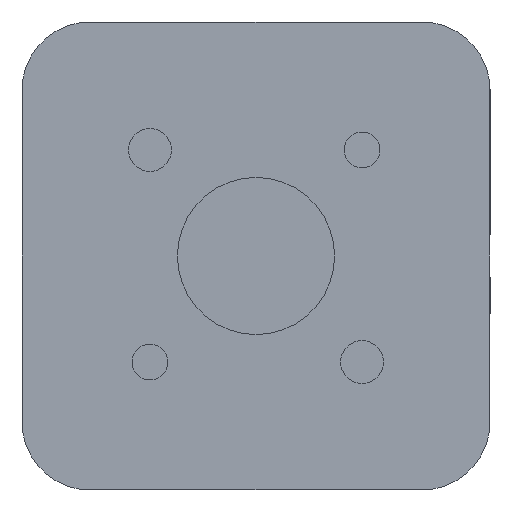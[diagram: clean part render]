
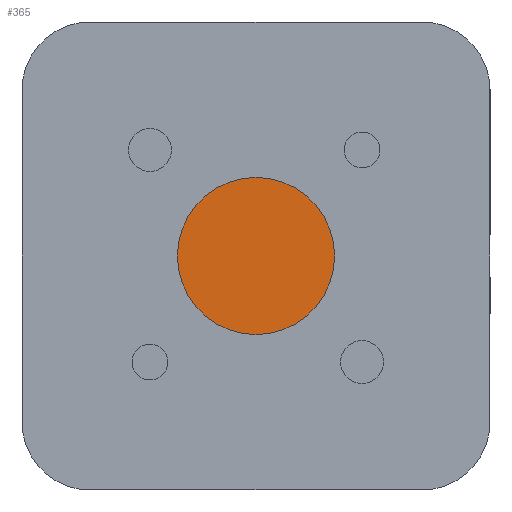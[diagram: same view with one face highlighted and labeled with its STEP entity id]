
A CAD part, left-side view. The second image highlights one B-rep face of the part: STEP entity #365.
In plain terms, the highlighted planar face has unit normal (-1, 0, 0).
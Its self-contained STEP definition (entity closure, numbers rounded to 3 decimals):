
#365 = ADVANCED_FACE ( 'NONE', ( #8940 ), #9720, .F. ) ;
#1921 = EDGE_CURVE ( 'NONE', #4001, #4025, #3145, .T. ) ;
#1940 = EDGE_CURVE ( 'NONE', #4025, #4001, #3164, .T. ) ;
#2235 = AXIS2_PLACEMENT_3D ( 'NONE', #9766, #9775, #9776 ) ;
#3145 = CIRCLE ( 'NONE', #6020, 11. ) ;
#3164 = CIRCLE ( 'NONE', #6030, 11. ) ;
#4001 = VERTEX_POINT ( 'NONE', #5238 ) ;
#4025 = VERTEX_POINT ( 'NONE', #5249 ) ;
#4578 = CARTESIAN_POINT ( 'NONE',  ( -19.821, 0., 0. ) ) ;
#4584 = DIRECTION ( 'NONE',  ( -1., 0., 0. ) ) ;
#4585 = DIRECTION ( 'NONE',  ( 0., 0., 1. ) ) ;
#4618 = CARTESIAN_POINT ( 'NONE',  ( -19.821, 0., 0. ) ) ;
#4625 = DIRECTION ( 'NONE',  ( -1., 0., 0. ) ) ;
#4626 = DIRECTION ( 'NONE',  ( 0., 0., 1. ) ) ;
#5238 = CARTESIAN_POINT ( 'NONE',  ( -19.821, 0., -11. ) ) ;
#5249 = CARTESIAN_POINT ( 'NONE',  ( -19.821, 0., 11. ) ) ;
#6020 = AXIS2_PLACEMENT_3D ( 'NONE', #4578, #4584, #4585 ) ;
#6030 = AXIS2_PLACEMENT_3D ( 'NONE', #4618, #4625, #4626 ) ;
#8068 = ORIENTED_EDGE ( 'NONE', *, *, #1940, .T. ) ;
#8069 = ORIENTED_EDGE ( 'NONE', *, *, #1921, .T. ) ;
#8472 = EDGE_LOOP ( 'NONE', ( #8068, #8069 ) ) ;
#8940 = FACE_OUTER_BOUND ( 'NONE', #8472, .T. ) ;
#9720 = PLANE ( 'NONE',  #2235 ) ;
#9766 = CARTESIAN_POINT ( 'NONE',  ( -19.821, 11., 0. ) ) ;
#9775 = DIRECTION ( 'NONE',  ( 1., 0., 0. ) ) ;
#9776 = DIRECTION ( 'NONE',  ( 0., 0., -1. ) ) ;
